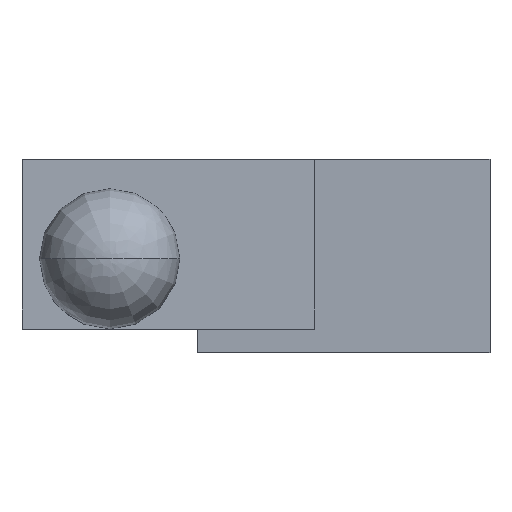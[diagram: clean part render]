
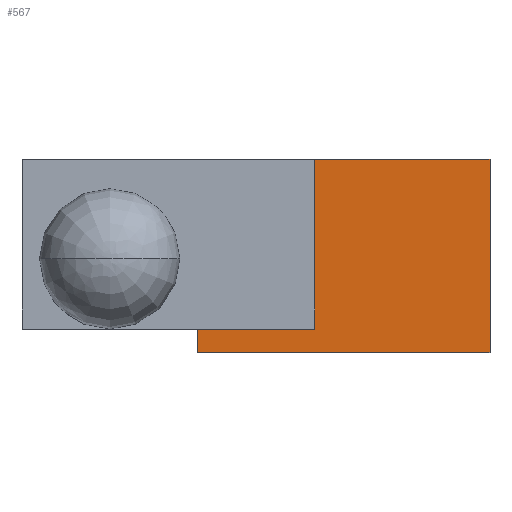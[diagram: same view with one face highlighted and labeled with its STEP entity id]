
A CAD part, top view. The second image highlights one B-rep face of the part: STEP entity #567.
In plain terms, the highlighted planar face has unit normal (-0.06, 0, 0.998).
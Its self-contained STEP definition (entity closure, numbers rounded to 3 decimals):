
#567=ADVANCED_FACE('',(#992),#6477,.T.);
#992=FACE_OUTER_BOUND('',#1532,.T.);
#1532=EDGE_LOOP('',(#3357,#3358,#3359,#3360,#3361,#3362));
#3357=ORIENTED_EDGE('',*,*,#4500,.T.);
#3358=ORIENTED_EDGE('',*,*,#4499,.F.);
#3359=ORIENTED_EDGE('',*,*,#4493,.F.);
#3360=ORIENTED_EDGE('',*,*,#4490,.F.);
#3361=ORIENTED_EDGE('',*,*,#4501,.F.);
#3362=ORIENTED_EDGE('',*,*,#4502,.T.);
#4490=EDGE_CURVE('',#6211,#6281,#4940,.T.);
#4493=EDGE_CURVE('',#6281,#6283,#4943,.T.);
#4499=EDGE_CURVE('',#6283,#6285,#4949,.T.);
#4500=EDGE_CURVE('',#6287,#6285,#4950,.T.);
#4501=EDGE_CURVE('',#6210,#6211,#4951,.T.);
#4502=EDGE_CURVE('',#6210,#6287,#4952,.T.);
#4940=B_SPLINE_CURVE_WITH_KNOTS('',1,(#15804,#15805),.UNSPECIFIED.,.F.,
 .F.,(2,2),(0.,165.),.UNSPECIFIED.);
#4943=B_SPLINE_CURVE_WITH_KNOTS('',1,(#15810,#15811),.UNSPECIFIED.,.F.,
 .F.,(2,2),(135.,385.),.UNSPECIFIED.);
#4949=B_SPLINE_CURVE_WITH_KNOTS('',1,(#15822,#15823),.UNSPECIFIED.,.F.,
 .F.,(2,2),(0.,20.),.UNSPECIFIED.);
#4950=B_SPLINE_CURVE_WITH_KNOTS('',1,(#15824,#15825),.UNSPECIFIED.,.F.,
 .F.,(2,2),(0.,100.18),.UNSPECIFIED.);
#4951=B_SPLINE_CURVE_WITH_KNOTS('',1,(#15826,#15827),.UNSPECIFIED.,.F.,
 .F.,(2,2),(-150.27,0.),.UNSPECIFIED.);
#4952=B_SPLINE_CURVE_WITH_KNOTS('',1,(#15828,#15829),.UNSPECIFIED.,.F.,
 .F.,(2,2),(0.,145.),.UNSPECIFIED.);
#6210=VERTEX_POINT('',#15531);
#6211=VERTEX_POINT('',#15532);
#6281=VERTEX_POINT('',#15602);
#6283=VERTEX_POINT('',#15604);
#6285=VERTEX_POINT('',#15606);
#6287=VERTEX_POINT('',#15608);
#6477=PLANE('',#6921);
#6921=AXIS2_PLACEMENT_3D('',#14607,#7065,$);
#7065=DIRECTION('',(-0.06,0.,0.998));
#14607=CARTESIAN_POINT('',(1299.987,-96.512,-8.504));
#15531=CARTESIAN_POINT('',(1425.,85.,-1.003));
#15532=CARTESIAN_POINT('',(1575.,85.,7.997));
#15602=CARTESIAN_POINT('',(1575.,-80.,7.997));
#15604=CARTESIAN_POINT('',(1325.,-80.,-7.003));
#15606=CARTESIAN_POINT('',(1325.,-60.,-7.003));
#15608=CARTESIAN_POINT('',(1425.,-60.,-1.003));
#15804=CARTESIAN_POINT('',(1575.,85.,7.997));
#15805=CARTESIAN_POINT('',(1575.,-80.,7.997));
#15810=CARTESIAN_POINT('',(1575.,-80.,7.997));
#15811=CARTESIAN_POINT('',(1325.,-80.,-7.003));
#15822=CARTESIAN_POINT('',(1325.,-80.,-7.003));
#15823=CARTESIAN_POINT('',(1325.,-60.,-7.003));
#15824=CARTESIAN_POINT('',(1425.,-60.,-1.003));
#15825=CARTESIAN_POINT('',(1325.,-60.,-7.003));
#15826=CARTESIAN_POINT('',(1425.,85.,-1.003));
#15827=CARTESIAN_POINT('',(1575.,85.,7.997));
#15828=CARTESIAN_POINT('',(1425.,85.,-1.003));
#15829=CARTESIAN_POINT('',(1425.,-60.,-1.003));
